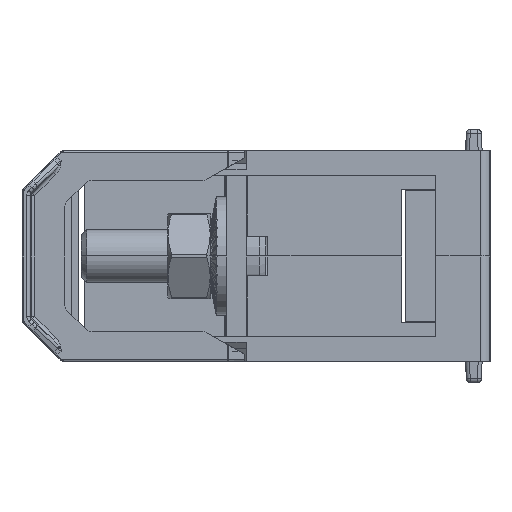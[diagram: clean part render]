
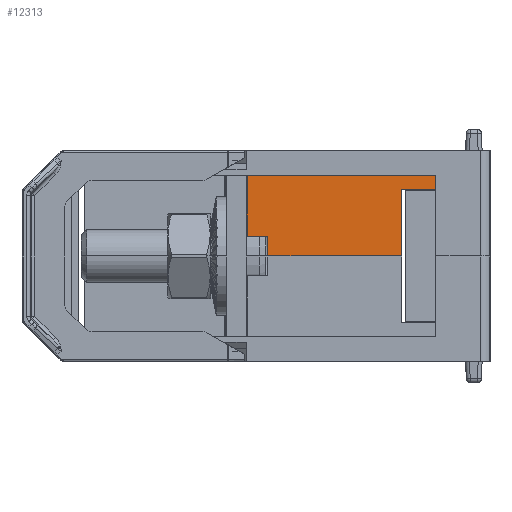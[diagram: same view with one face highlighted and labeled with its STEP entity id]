
A CAD part, left-side view. The second image highlights one B-rep face of the part: STEP entity #12313.
In plain terms, the highlighted planar face has unit normal (-1, 0, 0).
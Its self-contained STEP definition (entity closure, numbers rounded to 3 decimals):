
#12313=ADVANCED_FACE('',(#15322),#13964,.F.);
#13964=PLANE('',#48020);
#15322=FACE_OUTER_BOUND('',#17156,.T.);
#17156=EDGE_LOOP('',(#22296,#22297,#22298,#22299,#22300,#22301,#22302,#22303));
#22296=ORIENTED_EDGE('',*,*,#34327,.F.);
#22297=ORIENTED_EDGE('',*,*,#34440,.F.);
#22298=ORIENTED_EDGE('',*,*,#34441,.F.);
#22299=ORIENTED_EDGE('',*,*,#34442,.T.);
#22300=ORIENTED_EDGE('',*,*,#34425,.F.);
#22301=ORIENTED_EDGE('',*,*,#34443,.F.);
#22302=ORIENTED_EDGE('',*,*,#34444,.T.);
#22303=ORIENTED_EDGE('',*,*,#34445,.F.);
#30607=VERTEX_POINT('',#63644);
#30608=VERTEX_POINT('',#63646);
#30670=VERTEX_POINT('',#63858);
#30690=VERTEX_POINT('',#63932);
#30704=VERTEX_POINT('',#63964);
#30705=VERTEX_POINT('',#63966);
#30706=VERTEX_POINT('',#63969);
#30707=VERTEX_POINT('',#63971);
#34327=EDGE_CURVE('',#30607,#30608,#38991,.T.);
#34425=EDGE_CURVE('',#30690,#30670,#39068,.T.);
#34440=EDGE_CURVE('',#30704,#30607,#39081,.T.);
#34441=EDGE_CURVE('',#30705,#30704,#39082,.T.);
#34442=EDGE_CURVE('',#30705,#30670,#39083,.T.);
#34443=EDGE_CURVE('',#30706,#30690,#39084,.T.);
#34444=EDGE_CURVE('',#30706,#30707,#39085,.T.);
#34445=EDGE_CURVE('',#30608,#30707,#39086,.T.);
#38991=LINE('',#63645,#42349);
#39068=LINE('',#63933,#42426);
#39081=LINE('',#63963,#42439);
#39082=LINE('',#63965,#42440);
#39083=LINE('',#63967,#42441);
#39084=LINE('',#63968,#42442);
#39085=LINE('',#63970,#42443);
#39086=LINE('',#63972,#42444);
#42349=VECTOR('',#52561,1.);
#42426=VECTOR('',#52708,1.);
#42439=VECTOR('',#52729,1.);
#42440=VECTOR('',#52730,1.);
#42441=VECTOR('',#52731,1.);
#42442=VECTOR('',#52732,1.);
#42443=VECTOR('',#52733,1.);
#42444=VECTOR('',#52734,1.);
#48020=AXIS2_PLACEMENT_3D('',#63973,#52735,#52736);
#52561=DIRECTION('',(0.,1.,0.));
#52708=DIRECTION('',(0.,-1.,0.));
#52729=DIRECTION('',(0.,0.,-1.));
#52730=DIRECTION('',(0.,1.,0.));
#52731=DIRECTION('',(0.,0.,1.));
#52732=DIRECTION('',(0.,0.,1.));
#52733=DIRECTION('',(0.,-1.,0.));
#52734=DIRECTION('',(0.,0.,1.));
#52735=DIRECTION('',(1.,0.,0.));
#52736=DIRECTION('',(0.,1.,0.));
#63644=CARTESIAN_POINT('',(-32.5,7.4,16.));
#63645=CARTESIAN_POINT('',(-32.5,7.4,16.));
#63646=CARTESIAN_POINT('',(-32.5,27.7,16.));
#63858=CARTESIAN_POINT('',(-32.5,2.2,28.2));
#63932=CARTESIAN_POINT('',(-32.5,30.85,28.2));
#63933=CARTESIAN_POINT('',(-32.5,30.85,28.2));
#63963=CARTESIAN_POINT('',(-32.5,7.4,26.1));
#63964=CARTESIAN_POINT('',(-32.5,7.4,26.1));
#63965=CARTESIAN_POINT('',(-32.5,2.2,26.1));
#63966=CARTESIAN_POINT('',(-32.5,2.2,26.1));
#63967=CARTESIAN_POINT('',(-32.5,2.2,26.1));
#63968=CARTESIAN_POINT('',(-32.5,30.85,19.));
#63969=CARTESIAN_POINT('',(-32.5,30.85,19.));
#63970=CARTESIAN_POINT('',(-32.5,30.85,19.));
#63971=CARTESIAN_POINT('',(-32.5,27.7,19.));
#63972=CARTESIAN_POINT('',(-32.5,27.7,16.));
#63973=CARTESIAN_POINT('',(-32.5,55.5,16.));
